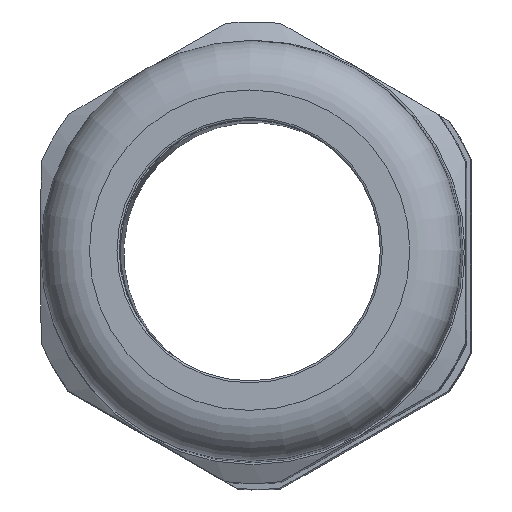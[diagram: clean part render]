
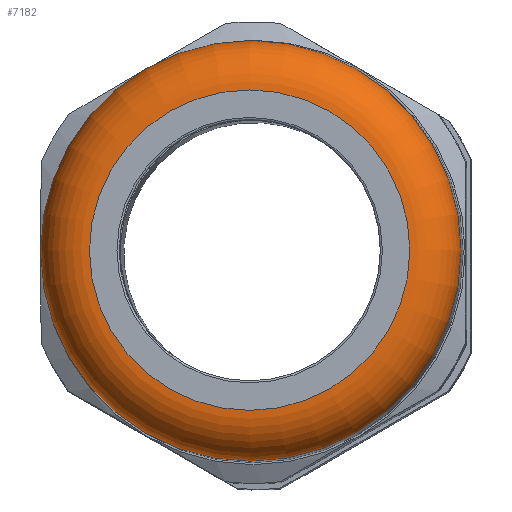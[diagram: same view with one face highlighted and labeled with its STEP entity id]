
A CAD part, left-side view. The second image highlights one B-rep face of the part: STEP entity #7182.
In plain terms, the highlighted toroidal (fillet/blend) face has major radius 15.48 mm and minor radius 4.83 mm.
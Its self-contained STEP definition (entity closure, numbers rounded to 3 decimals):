
#1329=FACE_BOUND('',#2280,.T.);
#1784=FACE_OUTER_BOUND('',#2279,.T.);
#2279=EDGE_LOOP('',(#6651));
#2280=EDGE_LOOP('',(#6652));
#2812=CIRCLE('',#8156,15.48);
#2839=CIRCLE('',#8210,20.31);
#3447=VERTEX_POINT('',#18564);
#3486=VERTEX_POINT('',#18741);
#4481=EDGE_CURVE('',#3447,#3447,#2812,.T.);
#4544=EDGE_CURVE('',#3486,#3486,#2839,.T.);
#6651=ORIENTED_EDGE('',*,*,#4544,.F.);
#6652=ORIENTED_EDGE('',*,*,#4481,.T.);
#6730=TOROIDAL_SURFACE('',#8209,15.48,4.83);
#7182=ADVANCED_FACE('',(#1784,#1329),#6730,.T.);
#8156=AXIS2_PLACEMENT_3D('',#18565,#10372,#10373);
#8209=AXIS2_PLACEMENT_3D('',#18740,#10490,#10491);
#8210=AXIS2_PLACEMENT_3D('',#18742,#10492,#10493);
#10372=DIRECTION('center_axis',(1.,0.,0.));
#10373=DIRECTION('ref_axis',(0.,0.,-1.));
#10490=DIRECTION('center_axis',(1.,0.,0.));
#10491=DIRECTION('ref_axis',(0.,0.,-1.));
#10492=DIRECTION('center_axis',(1.,0.,0.));
#10493=DIRECTION('ref_axis',(0.,0.,-1.));
#18564=CARTESIAN_POINT('',(-24.27,15.48,0.));
#18565=CARTESIAN_POINT('Origin',(-24.27,0.,0.));
#18740=CARTESIAN_POINT('Origin',(-19.44,0.,0.));
#18741=CARTESIAN_POINT('',(-19.44,20.31,0.));
#18742=CARTESIAN_POINT('Origin',(-19.44,0.,0.));
